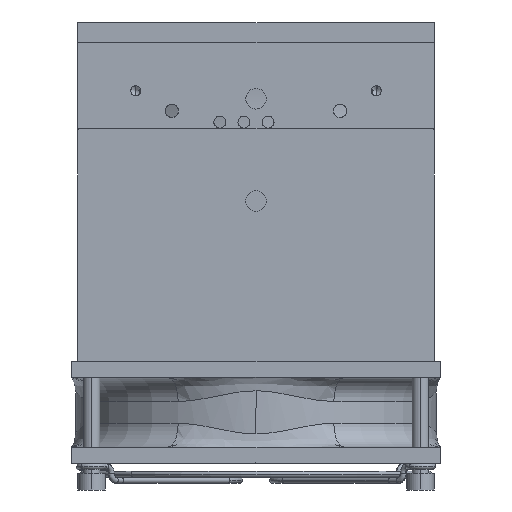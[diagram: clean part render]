
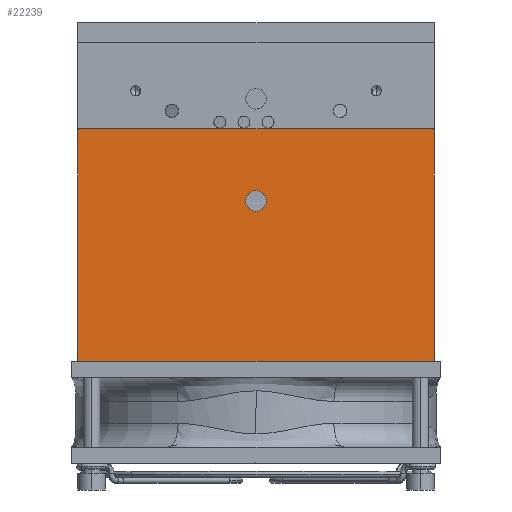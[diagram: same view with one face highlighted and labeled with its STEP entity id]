
A CAD part, left-side view. The second image highlights one B-rep face of the part: STEP entity #22239.
In plain terms, the highlighted planar face has unit normal (-1, 0, 0).
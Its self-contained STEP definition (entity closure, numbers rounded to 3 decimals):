
#1539 = DIRECTION ( 'NONE',  ( 0., 0., 1. ) ) ;
#1814 = DIRECTION ( 'NONE',  ( -1., 0., 0. ) ) ;
#5867 = ORIENTED_EDGE ( 'NONE', *, *, #121848, .F. ) ;
#11311 = LINE ( 'NONE', #68277, #227636 ) ;
#16593 = VECTOR ( 'NONE', #224549, 1000. ) ;
#21469 = CARTESIAN_POINT ( 'NONE',  ( -59.534, -22.954, 19.678 ) ) ;
#22239 = ADVANCED_FACE ( 'NONE', ( #101009, #95063 ), #178075, .T. ) ;
#36875 = EDGE_CURVE ( 'NONE', #122360, #60970, #201159, .T. ) ;
#47685 = DIRECTION ( 'NONE',  ( 0., 0., 1. ) ) ;
#50985 = ORIENTED_EDGE ( 'NONE', *, *, #227162, .F. ) ;
#51943 = DIRECTION ( 'NONE',  ( 0., 0., 1. ) ) ;
#57707 = EDGE_CURVE ( 'NONE', #199616, #59588, #222724, .T. ) ;
#59588 = VERTEX_POINT ( 'NONE', #97677 ) ;
#60970 = VERTEX_POINT ( 'NONE', #239740 ) ;
#64784 = ORIENTED_EDGE ( 'NONE', *, *, #36875, .T. ) ;
#68277 = CARTESIAN_POINT ( 'NONE',  ( -59.534, 66.046, 19.678 ) ) ;
#69781 = LINE ( 'NONE', #92019, #16593 ) ;
#75842 = AXIS2_PLACEMENT_3D ( 'NONE', #192370, #1814, #189904 ) ;
#78380 = CARTESIAN_POINT ( 'NONE',  ( -59.534, 66.046, -33.322 ) ) ;
#83642 = DIRECTION ( 'NONE',  ( -1., 0., 0. ) ) ;
#89981 = EDGE_LOOP ( 'NONE', ( #50985, #177240, #5867, #64784 ) ) ;
#92019 = CARTESIAN_POINT ( 'NONE',  ( -59.534, 66.046, 24.678 ) ) ;
#94763 = VERTEX_POINT ( 'NONE', #78380 ) ;
#95063 = FACE_OUTER_BOUND ( 'NONE', #89981, .T. ) ;
#96992 = LINE ( 'NONE', #111843, #245358 ) ;
#97677 = CARTESIAN_POINT ( 'NONE',  ( -59.534, 21.546, 4.125 ) ) ;
#101009 = FACE_BOUND ( 'NONE', #232176, .T. ) ;
#105139 = DIRECTION ( 'NONE',  ( 0., -1., 0. ) ) ;
#111843 = CARTESIAN_POINT ( 'NONE',  ( -59.534, 66.046, -33.322 ) ) ;
#121848 = EDGE_CURVE ( 'NONE', #122360, #94763, #96992, .T. ) ;
#122360 = VERTEX_POINT ( 'NONE', #124191 ) ;
#124191 = CARTESIAN_POINT ( 'NONE',  ( -59.534, -22.954, -33.322 ) ) ;
#124251 = ORIENTED_EDGE ( 'NONE', *, *, #229982, .F. ) ;
#125731 = DIRECTION ( 'NONE',  ( -1., 0., 0. ) ) ;
#136644 = VERTEX_POINT ( 'NONE', #140761 ) ;
#140761 = CARTESIAN_POINT ( 'NONE',  ( -59.534, 66.046, 24.678 ) ) ;
#150400 = ORIENTED_EDGE ( 'NONE', *, *, #57707, .F. ) ;
#158832 = AXIS2_PLACEMENT_3D ( 'NONE', #235291, #83642, #105139 ) ;
#162621 = VECTOR ( 'NONE', #1539, 1000. ) ;
#169015 = DIRECTION ( 'NONE',  ( 0., 1., 0. ) ) ;
#177240 = ORIENTED_EDGE ( 'NONE', *, *, #205628, .F. ) ;
#178075 = PLANE ( 'NONE',  #158832 ) ;
#189904 = DIRECTION ( 'NONE',  ( 0., 0., 1. ) ) ;
#192370 = CARTESIAN_POINT ( 'NONE',  ( -59.534, 21.546, 6.678 ) ) ;
#199616 = VERTEX_POINT ( 'NONE', #214220 ) ;
#201159 = LINE ( 'NONE', #21469, #162621 ) ;
#201218 = CARTESIAN_POINT ( 'NONE',  ( -59.534, 21.546, 6.678 ) ) ;
#202960 = AXIS2_PLACEMENT_3D ( 'NONE', #201218, #125731, #51943 ) ;
#205628 = EDGE_CURVE ( 'NONE', #94763, #136644, #11311, .T. ) ;
#210361 = CIRCLE ( 'NONE', #75842, 2.553 ) ;
#214220 = CARTESIAN_POINT ( 'NONE',  ( -59.534, 21.546, 9.231 ) ) ;
#222724 = CIRCLE ( 'NONE', #202960, 2.553 ) ;
#224549 = DIRECTION ( 'NONE',  ( 0., -1., 0. ) ) ;
#227162 = EDGE_CURVE ( 'NONE', #136644, #60970, #69781, .T. ) ;
#227636 = VECTOR ( 'NONE', #47685, 1000. ) ;
#229982 = EDGE_CURVE ( 'NONE', #59588, #199616, #210361, .T. ) ;
#232176 = EDGE_LOOP ( 'NONE', ( #150400, #124251 ) ) ;
#235291 = CARTESIAN_POINT ( 'NONE',  ( -59.534, 66.046, 19.678 ) ) ;
#239740 = CARTESIAN_POINT ( 'NONE',  ( -59.534, -22.954, 24.678 ) ) ;
#245358 = VECTOR ( 'NONE', #169015, 1000. ) ;
